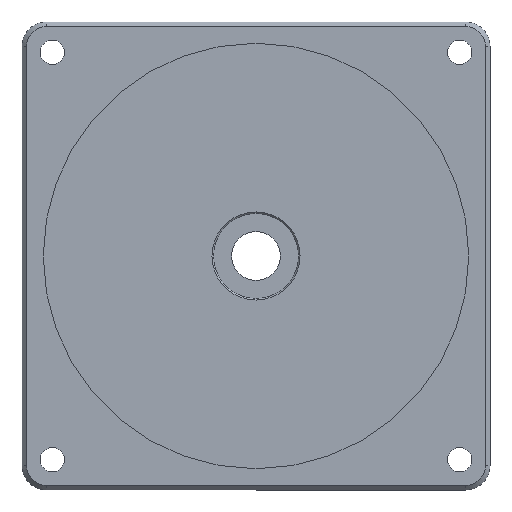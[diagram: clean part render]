
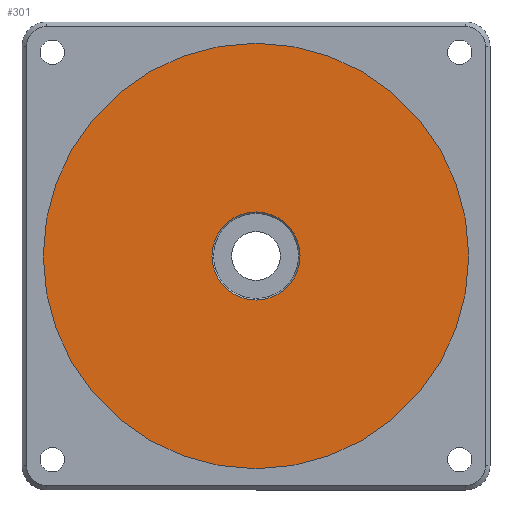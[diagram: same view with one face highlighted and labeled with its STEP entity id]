
A CAD part, front view. The second image highlights one B-rep face of the part: STEP entity #301.
In plain terms, the highlighted planar face has unit normal (0, -1, 0).
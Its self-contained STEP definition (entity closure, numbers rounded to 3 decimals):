
#5 = EDGE_LOOP ( 'NONE', ( #670, #671 ) ) ;
#7 = EDGE_LOOP ( 'NONE', ( #668, #669 ) ) ;
#64 = CARTESIAN_POINT ( 'NONE',  ( 0., 1., -14.5 ) ) ;
#68 = CARTESIAN_POINT ( 'NONE',  ( 0., 1., -70. ) ) ;
#113 = VERTEX_POINT ( 'NONE', #68 ) ;
#209 = VERTEX_POINT ( 'NONE', #64 ) ;
#256 = EDGE_CURVE ( 'NONE', #507, #113, #888, .T. ) ;
#301 = ADVANCED_FACE ( 'NONE', ( #1196, #1199 ), #1510, .T. ) ;
#374 = EDGE_CURVE ( 'NONE', #209, #471, #1316, .T. ) ;
#435 = EDGE_CURVE ( 'NONE', #113, #507, #1402, .T. ) ;
#436 = EDGE_CURVE ( 'NONE', #471, #209, #1403, .T. ) ;
#471 = VERTEX_POINT ( 'NONE', #2028 ) ;
#507 = VERTEX_POINT ( 'NONE', #2073 ) ;
#668 = ORIENTED_EDGE ( 'NONE', *, *, #374, .T. ) ;
#669 = ORIENTED_EDGE ( 'NONE', *, *, #436, .T. ) ;
#670 = ORIENTED_EDGE ( 'NONE', *, *, #435, .T. ) ;
#671 = ORIENTED_EDGE ( 'NONE', *, *, #256, .T. ) ;
#888 = CIRCLE ( 'NONE', #1031, 70. ) ;
#981 = CARTESIAN_POINT ( 'NONE',  ( 0., 1., 0. ) ) ;
#982 = DIRECTION ( 'NONE',  ( 0., -1., 0. ) ) ;
#983 = DIRECTION ( 'NONE',  ( 0., 0., -1. ) ) ;
#1031 = AXIS2_PLACEMENT_3D ( 'NONE', #981, #982, #983 ) ;
#1068 = AXIS2_PLACEMENT_3D ( 'NONE', #1505, #1512, #1513 ) ;
#1196 = FACE_BOUND ( 'NONE', #7, .T. ) ;
#1199 = FACE_OUTER_BOUND ( 'NONE', #5, .T. ) ;
#1316 = CIRCLE ( 'NONE', #1881, 14.5 ) ;
#1402 = CIRCLE ( 'NONE', #1919, 70. ) ;
#1403 = CIRCLE ( 'NONE', #1920, 14.5 ) ;
#1505 = CARTESIAN_POINT ( 'NONE',  ( 0., 1., 0. ) ) ;
#1510 = PLANE ( 'NONE',  #1068 ) ;
#1512 = DIRECTION ( 'NONE',  ( 0., -1., 0. ) ) ;
#1513 = DIRECTION ( 'NONE',  ( 0., 0., -1. ) ) ;
#1727 = CARTESIAN_POINT ( 'NONE',  ( 0., 1., 0. ) ) ;
#1728 = DIRECTION ( 'NONE',  ( 0., 1., 0. ) ) ;
#1729 = DIRECTION ( 'NONE',  ( 0., 0., -1. ) ) ;
#1881 = AXIS2_PLACEMENT_3D ( 'NONE', #1727, #1728, #1729 ) ;
#1919 = AXIS2_PLACEMENT_3D ( 'NONE', #1958, #1959, #1960 ) ;
#1920 = AXIS2_PLACEMENT_3D ( 'NONE', #1961, #1962, #1963 ) ;
#1958 = CARTESIAN_POINT ( 'NONE',  ( 0., 1., 0. ) ) ;
#1959 = DIRECTION ( 'NONE',  ( 0., -1., 0. ) ) ;
#1960 = DIRECTION ( 'NONE',  ( 0., 0., -1. ) ) ;
#1961 = CARTESIAN_POINT ( 'NONE',  ( 0., 1., 0. ) ) ;
#1962 = DIRECTION ( 'NONE',  ( 0., 1., 0. ) ) ;
#1963 = DIRECTION ( 'NONE',  ( 0., 0., -1. ) ) ;
#2028 = CARTESIAN_POINT ( 'NONE',  ( 0., 1., 14.5 ) ) ;
#2073 = CARTESIAN_POINT ( 'NONE',  ( 0., 1., 70. ) ) ;
